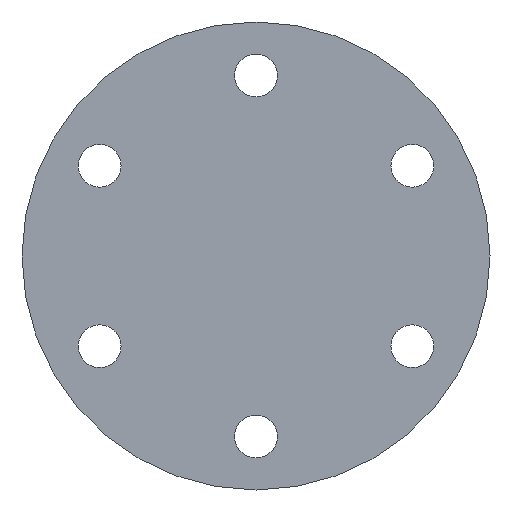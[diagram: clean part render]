
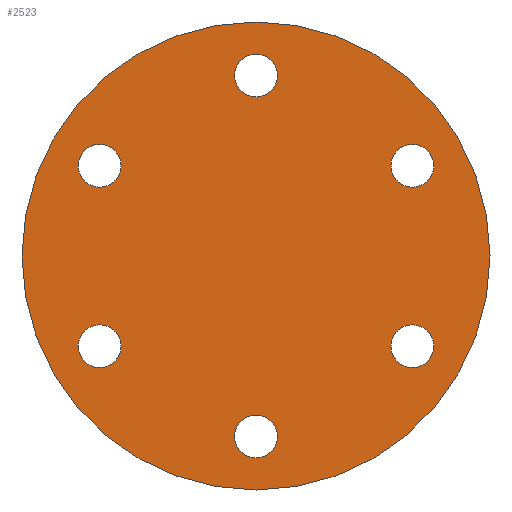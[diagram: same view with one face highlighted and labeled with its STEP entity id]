
A CAD part, front view. The second image highlights one B-rep face of the part: STEP entity #2523.
In plain terms, the highlighted planar face has unit normal (0, -1, 0).
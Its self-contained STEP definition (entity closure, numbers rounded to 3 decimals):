
#32=FACE_BOUND('',#416,.T.);
#33=FACE_BOUND('',#417,.T.);
#34=FACE_BOUND('',#418,.T.);
#35=FACE_BOUND('',#419,.T.);
#36=FACE_BOUND('',#420,.T.);
#37=FACE_BOUND('',#421,.T.);
#268=FACE_OUTER_BOUND('',#415,.T.);
#415=EDGE_LOOP('',(#2346));
#416=EDGE_LOOP('',(#2347));
#417=EDGE_LOOP('',(#2348));
#418=EDGE_LOOP('',(#2349));
#419=EDGE_LOOP('',(#2350));
#420=EDGE_LOOP('',(#2351));
#421=EDGE_LOOP('',(#2352));
#955=CIRCLE('',#2742,1.6);
#959=CIRCLE('',#2749,1.6);
#963=CIRCLE('',#2756,1.6);
#967=CIRCLE('',#2763,1.6);
#971=CIRCLE('',#2770,1.6);
#975=CIRCLE('',#2777,1.6);
#977=CIRCLE('',#2780,17.5);
#1205=VERTEX_POINT('',#12460);
#1209=VERTEX_POINT('',#12473);
#1213=VERTEX_POINT('',#12486);
#1217=VERTEX_POINT('',#12499);
#1221=VERTEX_POINT('',#12512);
#1225=VERTEX_POINT('',#12525);
#1227=VERTEX_POINT('',#12531);
#1569=EDGE_CURVE('',#1205,#1205,#955,.T.);
#1575=EDGE_CURVE('',#1209,#1209,#959,.T.);
#1581=EDGE_CURVE('',#1213,#1213,#963,.T.);
#1587=EDGE_CURVE('',#1217,#1217,#967,.T.);
#1593=EDGE_CURVE('',#1221,#1221,#971,.T.);
#1599=EDGE_CURVE('',#1225,#1225,#975,.T.);
#1602=EDGE_CURVE('',#1227,#1227,#977,.T.);
#2346=ORIENTED_EDGE('',*,*,#1602,.F.);
#2347=ORIENTED_EDGE('',*,*,#1569,.T.);
#2348=ORIENTED_EDGE('',*,*,#1575,.T.);
#2349=ORIENTED_EDGE('',*,*,#1581,.T.);
#2350=ORIENTED_EDGE('',*,*,#1587,.T.);
#2351=ORIENTED_EDGE('',*,*,#1593,.T.);
#2352=ORIENTED_EDGE('',*,*,#1599,.T.);
#2389=PLANE('',#2782);
#2523=ADVANCED_FACE('',(#268,#32,#33,#34,#35,#36,#37),#2389,.F.);
#2742=AXIS2_PLACEMENT_3D('',#12462,#3364,#3365);
#2749=AXIS2_PLACEMENT_3D('',#12475,#3380,#3381);
#2756=AXIS2_PLACEMENT_3D('',#12488,#3396,#3397);
#2763=AXIS2_PLACEMENT_3D('',#12501,#3412,#3413);
#2770=AXIS2_PLACEMENT_3D('',#12514,#3428,#3429);
#2777=AXIS2_PLACEMENT_3D('',#12527,#3444,#3445);
#2780=AXIS2_PLACEMENT_3D('',#12533,#3451,#3452);
#2782=AXIS2_PLACEMENT_3D('',#12535,#3455,#3456);
#3364=DIRECTION('center_axis',(0.,1.,0.));
#3365=DIRECTION('ref_axis',(0.,0.,1.));
#3380=DIRECTION('center_axis',(0.,1.,0.));
#3381=DIRECTION('ref_axis',(0.,0.,1.));
#3396=DIRECTION('center_axis',(0.,1.,0.));
#3397=DIRECTION('ref_axis',(0.,0.,1.));
#3412=DIRECTION('center_axis',(0.,1.,0.));
#3413=DIRECTION('ref_axis',(0.,0.,1.));
#3428=DIRECTION('center_axis',(0.,1.,0.));
#3429=DIRECTION('ref_axis',(0.,0.,1.));
#3444=DIRECTION('center_axis',(0.,1.,0.));
#3445=DIRECTION('ref_axis',(0.,0.,1.));
#3451=DIRECTION('center_axis',(0.,1.,0.));
#3452=DIRECTION('ref_axis',(1.,0.,0.));
#3455=DIRECTION('center_axis',(0.,1.,0.));
#3456=DIRECTION('ref_axis',(1.,0.,0.));
#12460=CARTESIAN_POINT('',(0.,0.,11.9));
#12462=CARTESIAN_POINT('Origin',(0.,0.,13.5));
#12473=CARTESIAN_POINT('',(11.691,0.,-8.35));
#12475=CARTESIAN_POINT('Origin',(11.691,0.,-6.75));
#12486=CARTESIAN_POINT('',(-11.691,0.,-8.35));
#12488=CARTESIAN_POINT('Origin',(-11.691,0.,-6.75));
#12499=CARTESIAN_POINT('',(0.,0.,-15.1));
#12501=CARTESIAN_POINT('Origin',(0.,0.,-13.5));
#12512=CARTESIAN_POINT('',(11.691,0.,5.15));
#12514=CARTESIAN_POINT('Origin',(11.691,0.,6.75));
#12525=CARTESIAN_POINT('',(-11.691,0.,5.15));
#12527=CARTESIAN_POINT('Origin',(-11.691,0.,6.75));
#12531=CARTESIAN_POINT('',(-17.5,0.,0.));
#12533=CARTESIAN_POINT('Origin',(0.,0.,0.));
#12535=CARTESIAN_POINT('Origin',(0.,0.,0.));
